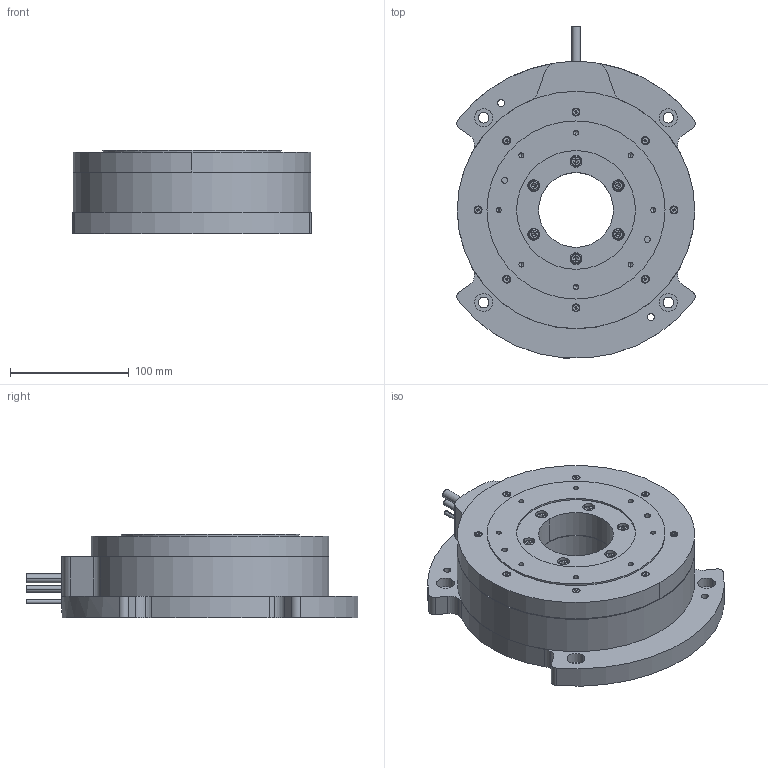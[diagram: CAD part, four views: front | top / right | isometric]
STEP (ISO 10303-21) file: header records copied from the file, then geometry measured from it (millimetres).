
FILE_DESCRIPTION (( 'STEP AP203' ), '1' );
FILE_NAME ('ZWD200-70 軞蚾饜极-MODEL.STEP', '2023-04-12T11:19:48', ( '' ), ( '' ), 'SwSTEP 2.0', 'SolidWorks 2020', '' );
FILE_SCHEMA (( 'CONFIG_CONTROL_DESIGN' ));
Length unit declared in the file: millimetre
Products named in the file (8): hexagon socket countersunk head screws gb_GB_FASTENER_SCREWS_HSCHS M3X10-C; ZWD200-70 埴菁釱-MODEL; ZWD200-70 軞蚾饜极-MODEL; ZWD200-70 嫖晤假蚾釱-MODEL; ZWD200-70 蛌攫-MODEL; hexagon socket head cap screws gb_GB_FASTENER_SCREWS_HSHCS M5X30-N; hexagon socket head cap screws gb_GB_FASTENER_SCREWS_HSHCS M4X20-N; ZWD200-70 嫩蝶隅赽-MODEL
Assembly tree (36 placements, depth 2):
  ZWD200-70 軞蚾饜极-MODEL
    ZWD200-70 蛌攫-MODEL
    ZWD200-70 嫖晤假蚾釱-MODEL
    hexagon socket head cap screws gb_GB_FASTENER_SCREWS_HSHCS M5X30-N  x6
    ZWD200-70 嫩蝶隅赽-MODEL
    ZWD200-70 埴菁釱-MODEL
    hexagon socket countersunk head screws gb_GB_FASTENER_SCREWS_HSCHS M3X10-C  x8
    hexagon socket head cap screws gb_GB_FASTENER_SCREWS_HSHCS M4X20-N  x18
Bounding box: 200.69 x 279.56 x 70 mm (x, y, z)
Volume: 1768333 mm3; surface area: 312127.5 mm2
Topology: 39 solids, 39 shells, 1187 faces, 2726 edges, 1636 vertices
Faces by surface type: plane 547, cylinder 378, cone 198, torus 64
Entity records: 15122 total; most frequent: DIRECTION 2632, CARTESIAN_POINT 2270, ORIENTED_EDGE 2108, AXIS2_PLACEMENT_3D 1087, EDGE_CURVE 1054, VERTEX_POINT 679, EDGE_LOOP 605, CIRCLE 593
